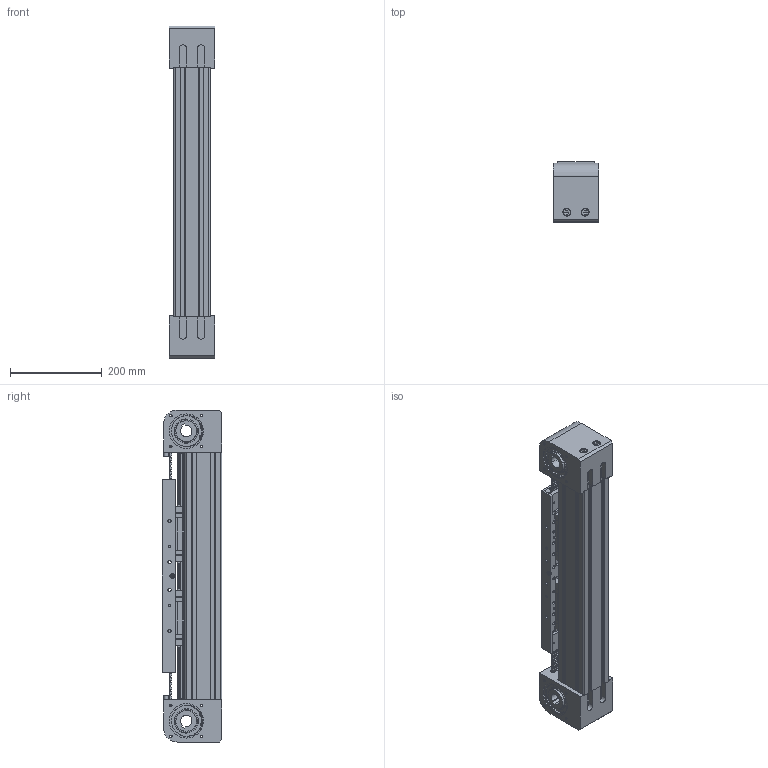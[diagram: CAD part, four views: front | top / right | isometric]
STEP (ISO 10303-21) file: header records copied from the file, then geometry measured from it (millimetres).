
FILE_DESCRIPTION (( 'STEP AP214' ), '1' );
FILE_NAME ('BLM80-100.STEP', '2023-03-13T14:33:01', ( '' ), ( '' ), 'SwSTEP 2.0', 'SolidWorks 2023', '' );
FILE_SCHEMA (( 'AUTOMOTIVE_DESIGN' ));
Length unit declared in the file: millimetre
Products named in the file (1): BLM80-100
Bounding box: 100 x 130 x 724 mm (x, y, z)
Volume: 5902430.3 mm3; surface area: 1042746.1 mm2
Topology: 49 solids, 57 shells, 2863 faces, 7713 edges, 4998 vertices
Faces by surface type: plane 1403, cylinder 1132, torus 152, sphere 100, cone 52, bspline 24
Entity records: 126401 total; most frequent: CARTESIAN_POINT 21931, DIRECTION 15685, ORIENTED_EDGE 14818, EDGE_CURVE 7409, AXIS2_PLACEMENT_3D 5722, VERTEX_POINT 4806, LINE 4241, VECTOR 4241
